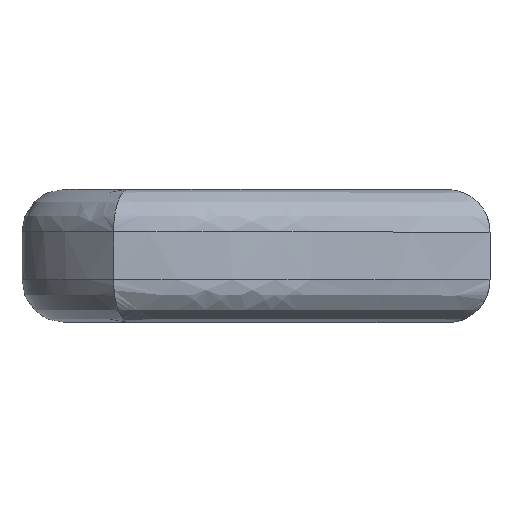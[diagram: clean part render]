
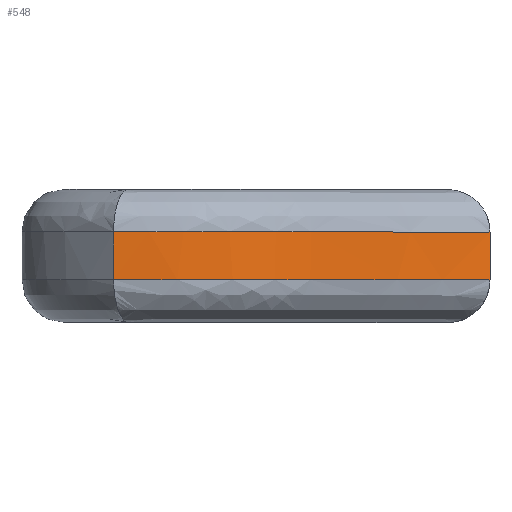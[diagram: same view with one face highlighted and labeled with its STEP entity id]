
A CAD part, top view. The second image highlights one B-rep face of the part: STEP entity #548.
In plain terms, the highlighted free-form (B-spline) face has degree [3, 1] with [4, 2] control points.
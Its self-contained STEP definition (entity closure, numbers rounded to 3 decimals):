
#65=FACE_OUTER_BOUND('',#100,.T.);
#100=EDGE_LOOP('',(#391,#392,#393,#394));
#142=B_SPLINE_CURVE_WITH_KNOTS('',3,(#1422,#1423,#1424,#1425,#1426,#1427,
#1428,#1429,#1430,#1431,#1432,#1433,#1434,#1435,#1436,#1437,#1438,#1439,
#1440,#1441),.UNSPECIFIED.,.F.,.F.,(4,1,1,1,1,1,1,1,1,1,1,1,1,1,1,1,1,4),
(0.,0.005,0.01,0.015,
0.02,0.025,0.03,0.035,
0.04,0.043,0.045,0.05,
0.055,0.06,0.065,0.07,
0.075,0.08),.UNSPECIFIED.);
#143=B_SPLINE_CURVE_WITH_KNOTS('',3,(#1442,#1443,#1444,#1445,#1446,#1447,
#1448,#1449,#1450,#1451,#1452,#1453,#1454,#1455,#1456,#1457,#1458,#1459,
#1460,#1461),.UNSPECIFIED.,.F.,.F.,(4,1,1,1,1,1,1,1,1,1,1,1,1,1,1,1,1,4),
(0.,0.005,0.01,0.015,
0.02,0.025,0.03,0.035,
0.037,0.04,0.045,0.05,
0.055,0.06,0.065,0.07,
0.075,0.08),.UNSPECIFIED.);
#168=LINE('',#748,#200);
#177=LINE('',#1421,#209);
#200=VECTOR('',#631,9.);
#209=VECTOR('',#646,9.);
#232=VERTEX_POINT('',#746);
#233=VERTEX_POINT('',#747);
#250=VERTEX_POINT('',#1419);
#251=VERTEX_POINT('',#1420);
#285=EDGE_CURVE('',#232,#233,#168,.T.);
#305=EDGE_CURVE('',#250,#251,#177,.T.);
#306=EDGE_CURVE('',#250,#232,#142,.T.);
#307=EDGE_CURVE('',#233,#251,#143,.T.);
#391=ORIENTED_EDGE('',*,*,#305,.F.);
#392=ORIENTED_EDGE('',*,*,#306,.T.);
#393=ORIENTED_EDGE('',*,*,#285,.T.);
#394=ORIENTED_EDGE('',*,*,#307,.T.);
#539=B_SPLINE_SURFACE_WITH_KNOTS('',3,1,((#1411,#1412),(#1413,#1414),(#1415,
#1416),(#1417,#1418)),.UNSPECIFIED.,.F.,.F.,.F.,(4,4),(2,2),(0.,
1.),(0.,1.08),.UNSPECIFIED.);
#548=ADVANCED_FACE('',(#65),#539,.F.);
#631=DIRECTION('',(0.,-1.,0.));
#646=DIRECTION('',(0.,-1.,0.));
#746=CARTESIAN_POINT('',(-76.619,4.5,96.768));
#747=CARTESIAN_POINT('',(-76.619,-4.5,96.768));
#748=CARTESIAN_POINT('',(-76.619,4.5,96.768));
#1411=CARTESIAN_POINT('Ctrl Pts',(-76.619,4.5,96.768));
#1412=CARTESIAN_POINT('Ctrl Pts',(-76.619,-6.3,96.768));
#1413=CARTESIAN_POINT('Ctrl Pts',(-39.448,4.5,94.46));
#1414=CARTESIAN_POINT('Ctrl Pts',(-39.448,-6.3,94.46));
#1415=CARTESIAN_POINT('Ctrl Pts',(-39.416,4.5,79.58));
#1416=CARTESIAN_POINT('Ctrl Pts',(-39.416,-6.3,79.58));
#1417=CARTESIAN_POINT('Ctrl Pts',(-5.754,4.5,63.));
#1418=CARTESIAN_POINT('Ctrl Pts',(-5.754,-6.3,63.));
#1419=CARTESIAN_POINT('',(-5.754,4.5,63.));
#1420=CARTESIAN_POINT('',(-5.754,-4.5,63.));
#1421=CARTESIAN_POINT('',(-5.754,4.5,63.));
#1422=CARTESIAN_POINT('Ctrl Pts',(-5.754,4.5,63.));
#1423=CARTESIAN_POINT('Ctrl Pts',(-7.251,4.5,63.737));
#1424=CARTESIAN_POINT('Ctrl Pts',(-10.222,4.5,65.259));
#1425=CARTESIAN_POINT('Ctrl Pts',(-14.589,4.5,67.688));
#1426=CARTESIAN_POINT('Ctrl Pts',(-18.865,4.5,70.271));
#1427=CARTESIAN_POINT('Ctrl Pts',(-23.051,4.5,73.007));
#1428=CARTESIAN_POINT('Ctrl Pts',(-27.149,4.5,75.884));
#1429=CARTESIAN_POINT('Ctrl Pts',(-31.172,4.5,78.858));
#1430=CARTESIAN_POINT('Ctrl Pts',(-35.169,4.5,81.871));
#1431=CARTESIAN_POINT('Ctrl Pts',(-38.536,4.5,84.332));
#1432=CARTESIAN_POINT('Ctrl Pts',(-41.294,4.5,86.209));
#1433=CARTESIAN_POINT('Ctrl Pts',(-44.094,4.5,87.994));
#1434=CARTESIAN_POINT('Ctrl Pts',(-47.69,4.5,90.017));
#1435=CARTESIAN_POINT('Ctrl Pts',(-52.192,4.5,92.041));
#1436=CARTESIAN_POINT('Ctrl Pts',(-56.883,4.5,93.655));
#1437=CARTESIAN_POINT('Ctrl Pts',(-61.758,4.5,94.891));
#1438=CARTESIAN_POINT('Ctrl Pts',(-66.672,4.5,95.781));
#1439=CARTESIAN_POINT('Ctrl Pts',(-71.628,4.5,96.399));
#1440=CARTESIAN_POINT('Ctrl Pts',(-74.953,4.5,96.665));
#1441=CARTESIAN_POINT('Ctrl Pts',(-76.619,4.5,96.768));
#1442=CARTESIAN_POINT('Ctrl Pts',(-76.619,-4.5,96.768));
#1443=CARTESIAN_POINT('Ctrl Pts',(-74.953,-4.5,96.665));
#1444=CARTESIAN_POINT('Ctrl Pts',(-71.628,-4.5,96.399));
#1445=CARTESIAN_POINT('Ctrl Pts',(-66.672,-4.5,95.781));
#1446=CARTESIAN_POINT('Ctrl Pts',(-61.758,-4.5,94.891));
#1447=CARTESIAN_POINT('Ctrl Pts',(-56.883,-4.5,93.655));
#1448=CARTESIAN_POINT('Ctrl Pts',(-52.192,-4.5,92.041));
#1449=CARTESIAN_POINT('Ctrl Pts',(-47.69,-4.5,90.017));
#1450=CARTESIAN_POINT('Ctrl Pts',(-44.094,-4.5,87.994));
#1451=CARTESIAN_POINT('Ctrl Pts',(-41.294,-4.5,86.209));
#1452=CARTESIAN_POINT('Ctrl Pts',(-38.536,-4.5,84.332));
#1453=CARTESIAN_POINT('Ctrl Pts',(-35.169,-4.5,81.871));
#1454=CARTESIAN_POINT('Ctrl Pts',(-31.172,-4.5,78.858));
#1455=CARTESIAN_POINT('Ctrl Pts',(-27.149,-4.5,75.884));
#1456=CARTESIAN_POINT('Ctrl Pts',(-23.051,-4.5,73.007));
#1457=CARTESIAN_POINT('Ctrl Pts',(-18.865,-4.5,70.271));
#1458=CARTESIAN_POINT('Ctrl Pts',(-14.589,-4.5,67.688));
#1459=CARTESIAN_POINT('Ctrl Pts',(-10.222,-4.5,65.259));
#1460=CARTESIAN_POINT('Ctrl Pts',(-7.251,-4.5,63.737));
#1461=CARTESIAN_POINT('Ctrl Pts',(-5.754,-4.5,63.));
